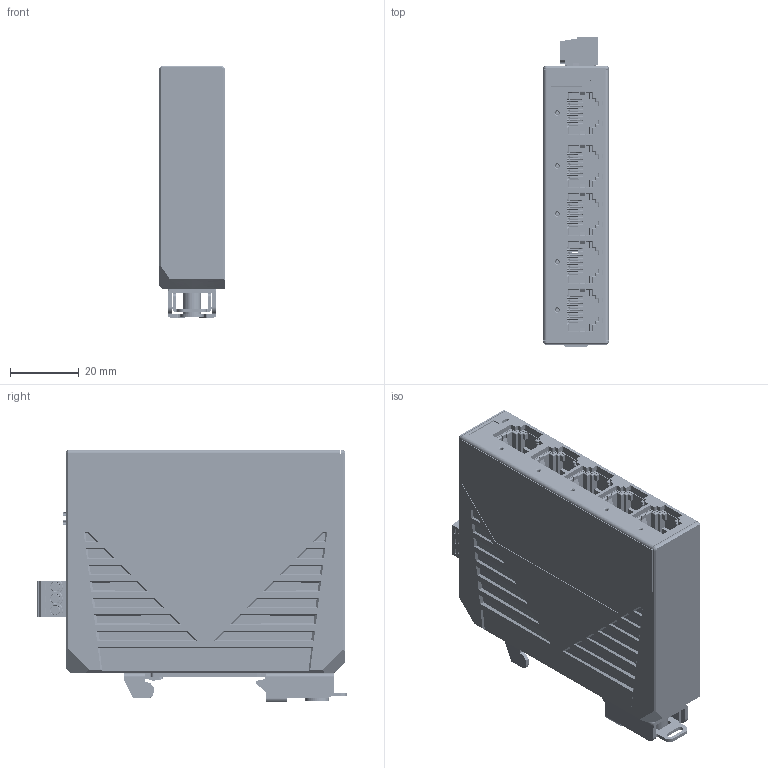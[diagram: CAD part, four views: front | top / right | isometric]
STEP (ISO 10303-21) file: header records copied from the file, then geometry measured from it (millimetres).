
FILE_DESCRIPTION((''),'2;1');
FILE_NAME('3D_EDS-G2005-ELP','2023-01-09T16:27:20',('Dacia_Yao'),('PTC'),'CREO PARAMETRIC BY PTC INC, 2018020','CREO PARAMETRIC BY PTC INC, 2018020','');
FILE_SCHEMA(('AUTOMOTIVE_DESIGN { 1 0 10303 214 1 1 1 1 }'));
Products named in the file (1): 3D_EDS-G2005-ELP
Bounding box: 19 x 90.2 x 73.49 mm (x, y, z)
Volume: 7790.8 mm3; surface area: 63798 mm2
Topology: 5 solids, 15 shells, 8996 faces, 26348 edges, 16965 vertices
Faces by surface type: plane 6414, cylinder 2054, torus 178, sphere 166, cone 142, bspline 28, extrusion 14
Entity records: 304632 total; most frequent: CARTESIAN_POINT 61496, ORIENTED_EDGE 52218, DIRECTION 46913, EDGE_CURVE 26184, VECTOR 20347, LINE 20333, VERTEX_POINT 16965, AXIS2_PLACEMENT_3D 13283
